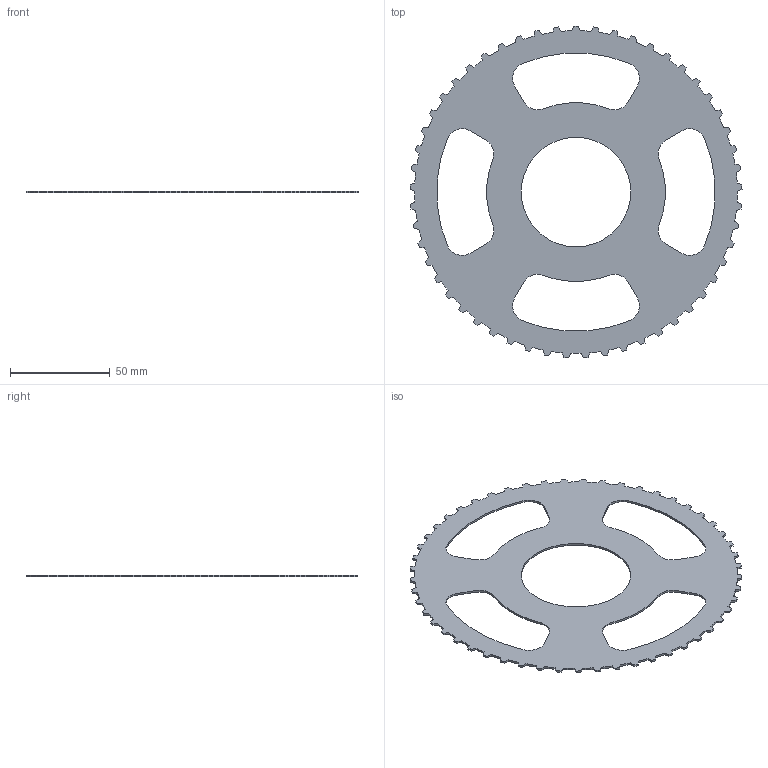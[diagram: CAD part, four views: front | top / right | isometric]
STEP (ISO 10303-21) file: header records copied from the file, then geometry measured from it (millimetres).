
FILE_DESCRIPTION((''),'2;1');
FILE_NAME('SP016_extern.ipt.step','2007-09-10T15:07:58',(''),(''),'Autodesk Inventor 11','Autodesk Inventor 11','');
FILE_SCHEMA(('AUTOMOTIVE_DESIGN { 1 0 10303 214 1 1 1 1 }'));
Length unit declared in the file: millimetre
Products named in the file (1): SP016_extern
Bounding box: 166.6 x 166.52 x 1 mm (x, y, z)
Volume: 12832.5 mm3; surface area: 27139.4 mm2
Topology: 1 solids, 1 shells, 247 faces, 736 edges, 491 vertices
Faces by surface type: plane 169, cylinder 77, bspline 1
Entity records: 8316 total; most frequent: CARTESIAN_POINT 1489, ORIENTED_EDGE 1468, DIRECTION 1384, EDGE_CURVE 734, VECTOR 578, LINE 578, VERTEX_POINT 490, AXIS2_PLACEMENT_3D 403
